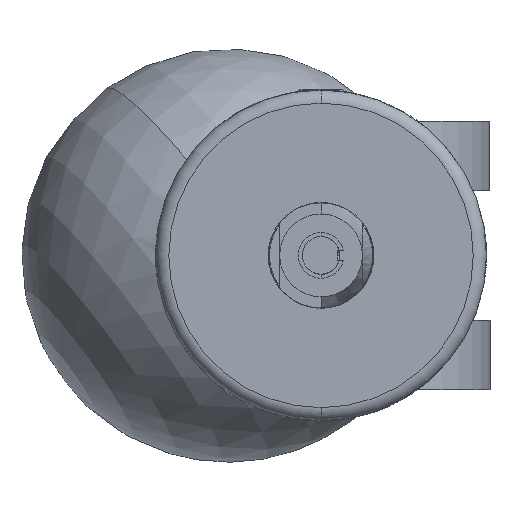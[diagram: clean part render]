
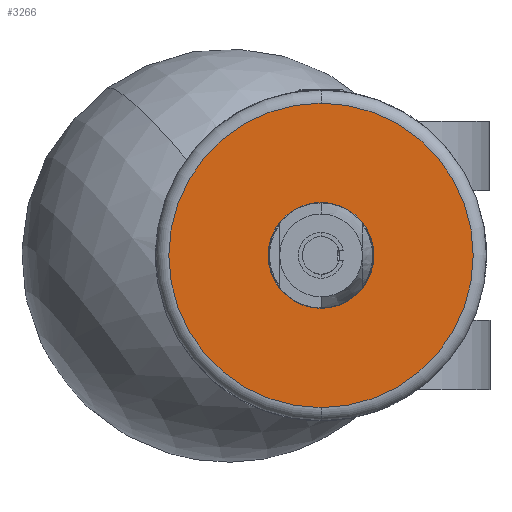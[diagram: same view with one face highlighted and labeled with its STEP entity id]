
A CAD part, left-side view. The second image highlights one B-rep face of the part: STEP entity #3266.
In plain terms, the highlighted planar face has unit normal (-1, 0, 0).
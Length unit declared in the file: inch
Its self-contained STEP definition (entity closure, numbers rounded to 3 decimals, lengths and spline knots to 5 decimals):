
#1305 = EDGE_LOOP ( 'NONE', ( #1539, #9178 ) ) ;
#1309 = CIRCLE ( 'NONE', #1517, 0.46 ) ;
#1517 = AXIS2_PLACEMENT_3D ( 'NONE', #9076, #6999, #1893 ) ;
#1539 = ORIENTED_EDGE ( 'NONE', *, *, #8397, .F. ) ;
#1577 = CARTESIAN_POINT ( 'NONE',  ( -0.0265, 0., 0. ) ) ;
#1665 = EDGE_CURVE ( 'NONE', #4402, #1745, #10312, .T. ) ;
#1745 = VERTEX_POINT ( 'NONE', #4886 ) ;
#1832 = DIRECTION ( 'NONE',  ( 0., 0., 1. ) ) ;
#1893 = DIRECTION ( 'NONE',  ( 0., 0., -1. ) ) ;
#2635 = VERTEX_POINT ( 'NONE', #3350 ) ;
#3214 = CARTESIAN_POINT ( 'NONE',  ( -0.0265, 0.5, 0. ) ) ;
#3266 = ADVANCED_FACE ( 'NONE', ( #11073, #5183 ), #4467, .F. ) ;
#3350 = CARTESIAN_POINT ( 'NONE',  ( -0.0265, 0., -0.46 ) ) ;
#3397 = DIRECTION ( 'NONE',  ( -1., 0., 0. ) ) ;
#3775 = DIRECTION ( 'NONE',  ( -1., 0., 0. ) ) ;
#4402 = VERTEX_POINT ( 'NONE', #9926 ) ;
#4467 = PLANE ( 'NONE',  #4811 ) ;
#4644 = CARTESIAN_POINT ( 'NONE',  ( -0.0265, 0., 0.46 ) ) ;
#4759 = ORIENTED_EDGE ( 'NONE', *, *, #10617, .T. ) ;
#4811 = AXIS2_PLACEMENT_3D ( 'NONE', #3214, #6428, #12168 ) ;
#4886 = CARTESIAN_POINT ( 'NONE',  ( -0.0265, 0., 0.0805 ) ) ;
#5183 = FACE_OUTER_BOUND ( 'NONE', #5387, .T. ) ;
#5387 = EDGE_LOOP ( 'NONE', ( #11862, #4759 ) ) ;
#5964 = CIRCLE ( 'NONE', #9083, 0.0805 ) ;
#5978 = EDGE_CURVE ( 'NONE', #2635, #7752, #10276, .T. ) ;
#6428 = DIRECTION ( 'NONE',  ( 1., 0., 0. ) ) ;
#6593 = DIRECTION ( 'NONE',  ( 0., 0., 1. ) ) ;
#6999 = DIRECTION ( 'NONE',  ( -1., 0., 0. ) ) ;
#7752 = VERTEX_POINT ( 'NONE', #4644 ) ;
#8397 = EDGE_CURVE ( 'NONE', #1745, #4402, #5964, .T. ) ;
#8638 = DIRECTION ( 'NONE',  ( -1., 0., 0. ) ) ;
#9076 = CARTESIAN_POINT ( 'NONE',  ( -0.0265, 0., 0. ) ) ;
#9083 = AXIS2_PLACEMENT_3D ( 'NONE', #1577, #8638, #1832 ) ;
#9178 = ORIENTED_EDGE ( 'NONE', *, *, #1665, .F. ) ;
#9529 = DIRECTION ( 'NONE',  ( 0., 0., -1. ) ) ;
#9926 = CARTESIAN_POINT ( 'NONE',  ( -0.0265, 0., -0.0805 ) ) ;
#10276 = CIRCLE ( 'NONE', #10671, 0.46 ) ;
#10312 = CIRCLE ( 'NONE', #11946, 0.0805 ) ;
#10588 = CARTESIAN_POINT ( 'NONE',  ( -0.0265, 0., 0. ) ) ;
#10617 = EDGE_CURVE ( 'NONE', #7752, #2635, #1309, .T. ) ;
#10671 = AXIS2_PLACEMENT_3D ( 'NONE', #12275, #3397, #9529 ) ;
#11073 = FACE_BOUND ( 'NONE', #1305, .T. ) ;
#11862 = ORIENTED_EDGE ( 'NONE', *, *, #5978, .T. ) ;
#11946 = AXIS2_PLACEMENT_3D ( 'NONE', #10588, #3775, #6593 ) ;
#12168 = DIRECTION ( 'NONE',  ( 0., 0., -1. ) ) ;
#12275 = CARTESIAN_POINT ( 'NONE',  ( -0.0265, 0., 0. ) ) ;
